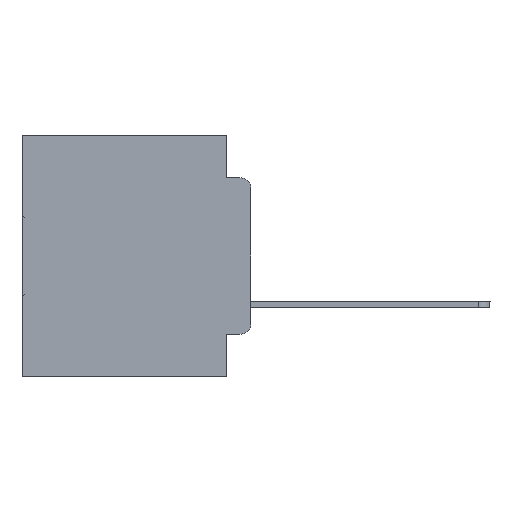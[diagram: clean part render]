
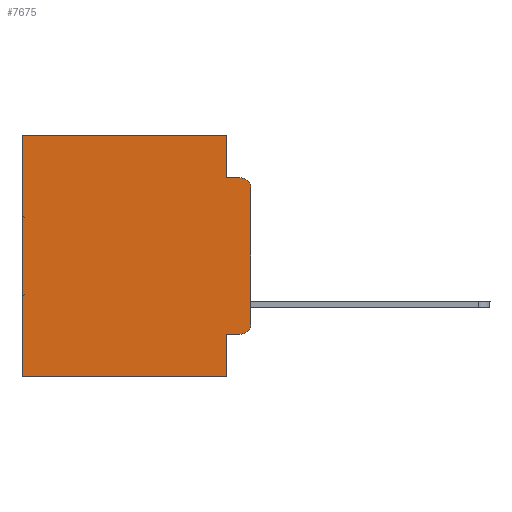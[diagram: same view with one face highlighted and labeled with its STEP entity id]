
A CAD part, left-side view. The second image highlights one B-rep face of the part: STEP entity #7675.
In plain terms, the highlighted planar face has unit normal (-1, 0, 0).
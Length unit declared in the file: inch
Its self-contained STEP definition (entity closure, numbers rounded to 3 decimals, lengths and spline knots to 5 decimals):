
#630 = VERTEX_POINT ( 'NONE', #13702 ) ;
#929 = DIRECTION ( 'NONE',  ( 0., 1., 0. ) ) ;
#1105 = LINE ( 'NONE', #26563, #9451 ) ;
#1115 = VERTEX_POINT ( 'NONE', #3221 ) ;
#1508 = LINE ( 'NONE', #29182, #19756 ) ;
#1541 = ORIENTED_EDGE ( 'NONE', *, *, #23653, .F. ) ;
#2441 = LINE ( 'NONE', #4503, #23405 ) ;
#2730 = AXIS2_PLACEMENT_3D ( 'NONE', #27346, #12628, #19708 ) ;
#3221 = CARTESIAN_POINT ( 'NONE',  ( 0.298, 0.051, -0.5 ) ) ;
#4503 = CARTESIAN_POINT ( 'NONE',  ( 0.298, 0.051, -0.4115 ) ) ;
#4527 = VERTEX_POINT ( 'NONE', #12337 ) ;
#5108 = LINE ( 'NONE', #31318, #8311 ) ;
#5260 = EDGE_CURVE ( 'NONE', #1115, #23960, #21285, .T. ) ;
#6247 = VECTOR ( 'NONE', #929, 39.37008 ) ;
#6467 = LINE ( 'NONE', #20582, #15184 ) ;
#7675 = ADVANCED_FACE ( 'NONE', ( #24247 ), #12739, .F. ) ;
#8149 = EDGE_CURVE ( 'NONE', #14325, #4527, #2441, .T. ) ;
#8311 = VECTOR ( 'NONE', #16189, 39.37008 ) ;
#9418 = CARTESIAN_POINT ( 'NONE',  ( 0.298, 0., 0. ) ) ;
#9451 = VECTOR ( 'NONE', #31513, 39.37008 ) ;
#10148 = ORIENTED_EDGE ( 'NONE', *, *, #13982, .F. ) ;
#11036 = EDGE_CURVE ( 'NONE', #24838, #13604, #31782, .T. ) ;
#11730 = VERTEX_POINT ( 'NONE', #32637 ) ;
#12078 = DIRECTION ( 'NONE',  ( 0., 0., -1. ) ) ;
#12337 = CARTESIAN_POINT ( 'NONE',  ( 0.298, 0.02, -0.4115 ) ) ;
#12445 = CARTESIAN_POINT ( 'NONE',  ( 0.298, 0., -0.1085 ) ) ;
#12516 = ORIENTED_EDGE ( 'NONE', *, *, #11036, .T. ) ;
#12628 = DIRECTION ( 'NONE',  ( -1., 0., 0. ) ) ;
#12739 = PLANE ( 'NONE',  #21380 ) ;
#12768 = AXIS2_PLACEMENT_3D ( 'NONE', #25716, #18434, #25824 ) ;
#12783 = CARTESIAN_POINT ( 'NONE',  ( 0.298, 0., -0.3915 ) ) ;
#13604 = VERTEX_POINT ( 'NONE', #14599 ) ;
#13702 = CARTESIAN_POINT ( 'NONE',  ( 0.298, 0.051, -0.0885 ) ) ;
#13982 = EDGE_CURVE ( 'NONE', #630, #13604, #5108, .T. ) ;
#14241 = EDGE_CURVE ( 'NONE', #14325, #1115, #1508, .T. ) ;
#14325 = VERTEX_POINT ( 'NONE', #16241 ) ;
#14422 = VECTOR ( 'NONE', #12078, 39.37008 ) ;
#14599 = CARTESIAN_POINT ( 'NONE',  ( 0.298, 0.02, -0.0885 ) ) ;
#14687 = DIRECTION ( 'NONE',  ( 0., -1., 0. ) ) ;
#14834 = EDGE_CURVE ( 'NONE', #17114, #23960, #26446, .T. ) ;
#15056 = ORIENTED_EDGE ( 'NONE', *, *, #14834, .T. ) ;
#15184 = VECTOR ( 'NONE', #23124, 39.37008 ) ;
#15270 = DIRECTION ( 'NONE',  ( 1., 0., 0. ) ) ;
#16189 = DIRECTION ( 'NONE',  ( 0., -1., 0. ) ) ;
#16241 = CARTESIAN_POINT ( 'NONE',  ( 0.298, 0.051, -0.4115 ) ) ;
#16569 = EDGE_CURVE ( 'NONE', #24838, #26700, #25094, .T. ) ;
#17114 = VERTEX_POINT ( 'NONE', #31406 ) ;
#17731 = EDGE_CURVE ( 'NONE', #4527, #26700, #23031, .T. ) ;
#17749 = ORIENTED_EDGE ( 'NONE', *, *, #5260, .F. ) ;
#18434 = DIRECTION ( 'NONE',  ( -1., 0., 0. ) ) ;
#18453 = EDGE_LOOP ( 'NONE', ( #25233, #12516, #10148, #1541, #22132, #15056, #17749, #25266, #29366, #25889 ) ) ;
#19708 = DIRECTION ( 'NONE',  ( 0., 0., -1. ) ) ;
#19724 = VECTOR ( 'NONE', #21120, 39.37008 ) ;
#19756 = VECTOR ( 'NONE', #31483, 39.37008 ) ;
#19834 = EDGE_CURVE ( 'NONE', #11730, #17114, #1105, .T. ) ;
#20582 = CARTESIAN_POINT ( 'NONE',  ( 0.298, 0.051, 0. ) ) ;
#21120 = DIRECTION ( 'NONE',  ( 0., 0., -1. ) ) ;
#21285 = LINE ( 'NONE', #23490, #6247 ) ;
#21380 = AXIS2_PLACEMENT_3D ( 'NONE', #30414, #15270, #28081 ) ;
#22132 = ORIENTED_EDGE ( 'NONE', *, *, #19834, .T. ) ;
#23031 = CIRCLE ( 'NONE', #2730, 0.02 ) ;
#23124 = DIRECTION ( 'NONE',  ( 0., 0., -1. ) ) ;
#23405 = VECTOR ( 'NONE', #14687, 39.37008 ) ;
#23490 = CARTESIAN_POINT ( 'NONE',  ( 0.298, 0., -0.5 ) ) ;
#23653 = EDGE_CURVE ( 'NONE', #11730, #630, #6467, .T. ) ;
#23960 = VERTEX_POINT ( 'NONE', #24220 ) ;
#24220 = CARTESIAN_POINT ( 'NONE',  ( 0.298, 0.473, -0.5 ) ) ;
#24247 = FACE_OUTER_BOUND ( 'NONE', #18453, .T. ) ;
#24838 = VERTEX_POINT ( 'NONE', #12445 ) ;
#25094 = LINE ( 'NONE', #9418, #14422 ) ;
#25233 = ORIENTED_EDGE ( 'NONE', *, *, #16569, .F. ) ;
#25266 = ORIENTED_EDGE ( 'NONE', *, *, #14241, .F. ) ;
#25641 = CARTESIAN_POINT ( 'NONE',  ( 0.298, 0.473, 0. ) ) ;
#25716 = CARTESIAN_POINT ( 'NONE',  ( 0.298, 0.02, -0.1085 ) ) ;
#25824 = DIRECTION ( 'NONE',  ( 0., 0., -1. ) ) ;
#25889 = ORIENTED_EDGE ( 'NONE', *, *, #17731, .T. ) ;
#26446 = LINE ( 'NONE', #25641, #19724 ) ;
#26563 = CARTESIAN_POINT ( 'NONE',  ( 0.298, 0., 0. ) ) ;
#26700 = VERTEX_POINT ( 'NONE', #12783 ) ;
#27346 = CARTESIAN_POINT ( 'NONE',  ( 0.298, 0.02, -0.3915 ) ) ;
#28081 = DIRECTION ( 'NONE',  ( 0., 0., -1. ) ) ;
#29182 = CARTESIAN_POINT ( 'NONE',  ( 0.298, 0.051, 0. ) ) ;
#29366 = ORIENTED_EDGE ( 'NONE', *, *, #8149, .T. ) ;
#30414 = CARTESIAN_POINT ( 'NONE',  ( 0.298, 0., 0. ) ) ;
#31318 = CARTESIAN_POINT ( 'NONE',  ( 0.298, 0.051, -0.0885 ) ) ;
#31406 = CARTESIAN_POINT ( 'NONE',  ( 0.298, 0.473, 0. ) ) ;
#31483 = DIRECTION ( 'NONE',  ( 0., 0., -1. ) ) ;
#31513 = DIRECTION ( 'NONE',  ( 0., 1., 0. ) ) ;
#31782 = CIRCLE ( 'NONE', #12768, 0.02 ) ;
#32637 = CARTESIAN_POINT ( 'NONE',  ( 0.298, 0.051, 0. ) ) ;
